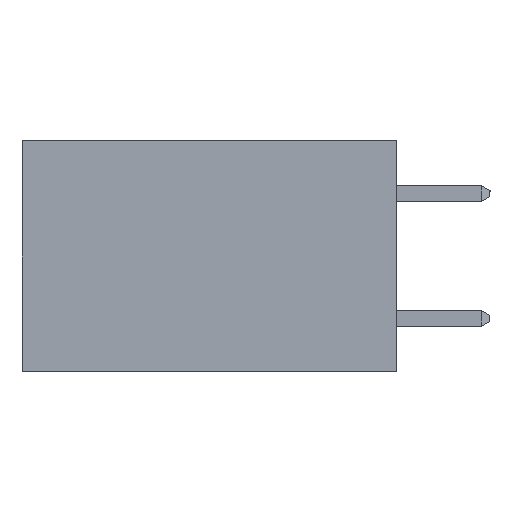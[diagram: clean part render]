
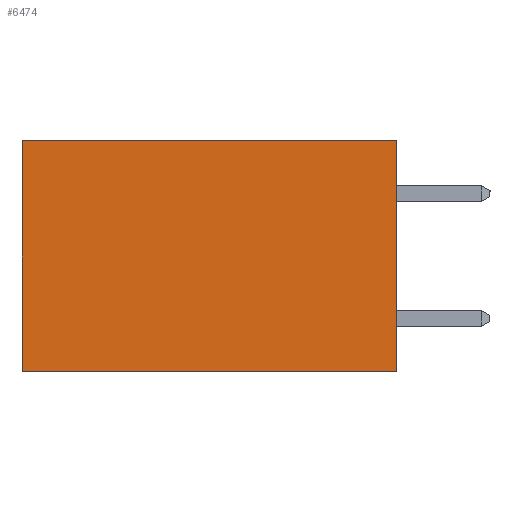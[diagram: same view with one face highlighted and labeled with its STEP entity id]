
A CAD part, left-side view. The second image highlights one B-rep face of the part: STEP entity #6474.
In plain terms, the highlighted planar face has unit normal (-1, 0, 0).
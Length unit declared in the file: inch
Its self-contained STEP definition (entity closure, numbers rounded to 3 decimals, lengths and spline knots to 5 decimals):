
#207 = DIRECTION ( 'NONE',  ( 0., 0., -1. ) ) ;
#396 = VECTOR ( 'NONE', #207, 39.37008 ) ;
#1792 = EDGE_CURVE ( 'NONE', #13069, #8710, #11259, .T. ) ;
#1850 = DIRECTION ( 'NONE',  ( 0., 0., -1. ) ) ;
#2087 = CARTESIAN_POINT ( 'NONE',  ( 0.2615, 0.6, 0. ) ) ;
#3322 = DIRECTION ( 'NONE',  ( 1., 0., 0. ) ) ;
#3763 = ORIENTED_EDGE ( 'NONE', *, *, #7526, .F. ) ;
#4395 = CARTESIAN_POINT ( 'NONE',  ( 0.2615, 0., 0. ) ) ;
#4961 = CARTESIAN_POINT ( 'NONE',  ( 0.2615, 0., 0. ) ) ;
#4992 = VECTOR ( 'NONE', #1850, 39.37008 ) ;
#5315 = EDGE_CURVE ( 'NONE', #8710, #7697, #8804, .T. ) ;
#5965 = CARTESIAN_POINT ( 'NONE',  ( 0.2615, 0., -0.37 ) ) ;
#6474 = ADVANCED_FACE ( 'NONE', ( #10053 ), #11482, .F. ) ;
#6796 = DIRECTION ( 'NONE',  ( 0., 1., 0. ) ) ;
#6865 = DIRECTION ( 'NONE',  ( 0., 0., -1. ) ) ;
#7526 = EDGE_CURVE ( 'NONE', #13069, #9920, #11736, .T. ) ;
#7697 = VERTEX_POINT ( 'NONE', #13759 ) ;
#7919 = CARTESIAN_POINT ( 'NONE',  ( 0.2615, 0., -0.37 ) ) ;
#8653 = CARTESIAN_POINT ( 'NONE',  ( 0.2615, 0.6, -0.37 ) ) ;
#8710 = VERTEX_POINT ( 'NONE', #2087 ) ;
#8757 = EDGE_LOOP ( 'NONE', ( #11159, #14226, #3763, #10440 ) ) ;
#8804 = LINE ( 'NONE', #8653, #4992 ) ;
#9324 = DIRECTION ( 'NONE',  ( 0., 1., 0. ) ) ;
#9920 = VERTEX_POINT ( 'NONE', #7919 ) ;
#10053 = FACE_OUTER_BOUND ( 'NONE', #8757, .T. ) ;
#10354 = CARTESIAN_POINT ( 'NONE',  ( 0.2615, 0., -0.37 ) ) ;
#10440 = ORIENTED_EDGE ( 'NONE', *, *, #1792, .T. ) ;
#10538 = CARTESIAN_POINT ( 'NONE',  ( 0.2615, 0., -0.37 ) ) ;
#10613 = LINE ( 'NONE', #10538, #12308 ) ;
#10951 = VECTOR ( 'NONE', #6796, 39.37008 ) ;
#11159 = ORIENTED_EDGE ( 'NONE', *, *, #5315, .T. ) ;
#11259 = LINE ( 'NONE', #4395, #10951 ) ;
#11482 = PLANE ( 'NONE',  #12237 ) ;
#11736 = LINE ( 'NONE', #5965, #396 ) ;
#12191 = EDGE_CURVE ( 'NONE', #9920, #7697, #10613, .T. ) ;
#12237 = AXIS2_PLACEMENT_3D ( 'NONE', #10354, #3322, #6865 ) ;
#12308 = VECTOR ( 'NONE', #9324, 39.37008 ) ;
#13069 = VERTEX_POINT ( 'NONE', #4961 ) ;
#13759 = CARTESIAN_POINT ( 'NONE',  ( 0.2615, 0.6, -0.37 ) ) ;
#14226 = ORIENTED_EDGE ( 'NONE', *, *, #12191, .F. ) ;
